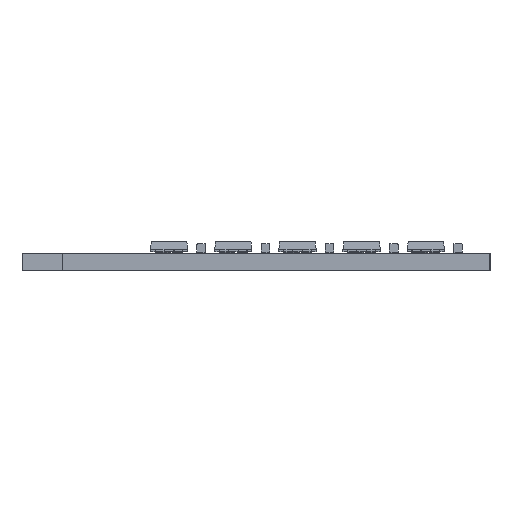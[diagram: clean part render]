
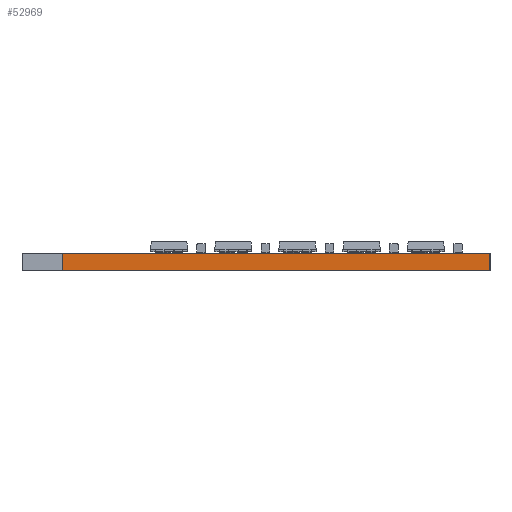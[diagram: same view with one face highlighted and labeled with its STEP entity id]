
A CAD part, left-side view. The second image highlights one B-rep face of the part: STEP entity #52969.
In plain terms, the highlighted planar face has unit normal (-1, 0, 0).
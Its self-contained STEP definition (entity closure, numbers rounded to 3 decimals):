
#52828 = PLANE('',#52829);
#52829 = AXIS2_PLACEMENT_3D('',#52830,#52831,#52832);
#52830 = CARTESIAN_POINT('',(77.5,-80.851,1.6));
#52831 = DIRECTION('',(0.,0.,-1.));
#52832 = DIRECTION('',(-1.,0.,0.));
#52856 = PLANE('',#52857);
#52857 = AXIS2_PLACEMENT_3D('',#52858,#52859,#52860);
#52858 = CARTESIAN_POINT('',(105.,-103.,0.));
#52859 = DIRECTION('',(0.,-1.,0.));
#52860 = DIRECTION('',(-1.,0.,0.));
#52882 = PLANE('',#52883);
#52883 = AXIS2_PLACEMENT_3D('',#52884,#52885,#52886);
#52884 = CARTESIAN_POINT('',(77.5,-80.851,0.));
#52885 = DIRECTION('',(0.,0.,-1.));
#52886 = DIRECTION('',(-1.,0.,0.));
#52899 = VERTEX_POINT('',#52900);
#52900 = CARTESIAN_POINT('',(50.,-103.,1.6));
#52921 = EDGE_CURVE('',#52922,#52899,#52924,.T.);
#52922 = VERTEX_POINT('',#52923);
#52923 = CARTESIAN_POINT('',(50.,-103.,0.));
#52924 = SURFACE_CURVE('',#52925,(#52929,#52936),.PCURVE_S1.);
#52925 = LINE('',#52926,#52927);
#52926 = CARTESIAN_POINT('',(50.,-103.,0.));
#52927 = VECTOR('',#52928,1.);
#52928 = DIRECTION('',(0.,0.,1.));
#52929 = PCURVE('',#52856,#52930);
#52930 = DEFINITIONAL_REPRESENTATION('',(#52931),#52935);
#52931 = LINE('',#52932,#52933);
#52932 = CARTESIAN_POINT('',(55.,0.));
#52933 = VECTOR('',#52934,1.);
#52934 = DIRECTION('',(0.,-1.));
#52935 = ( GEOMETRIC_REPRESENTATION_CONTEXT(2) 
PARAMETRIC_REPRESENTATION_CONTEXT() REPRESENTATION_CONTEXT('2D SPACE',''
  ) );
#52936 = PCURVE('',#52937,#52942);
#52937 = PLANE('',#52938);
#52938 = AXIS2_PLACEMENT_3D('',#52939,#52940,#52941);
#52939 = CARTESIAN_POINT('',(50.,-103.,0.));
#52940 = DIRECTION('',(-1.,0.,0.));
#52941 = DIRECTION('',(0.,1.,0.));
#52942 = DEFINITIONAL_REPRESENTATION('',(#52943),#52947);
#52943 = LINE('',#52944,#52945);
#52944 = CARTESIAN_POINT('',(0.,0.));
#52945 = VECTOR('',#52946,1.);
#52946 = DIRECTION('',(0.,-1.));
#52947 = ( GEOMETRIC_REPRESENTATION_CONTEXT(2) 
PARAMETRIC_REPRESENTATION_CONTEXT() REPRESENTATION_CONTEXT('2D SPACE',''
  ) );
#52969 = ADVANCED_FACE('',(#52970),#52937,.T.);
#52970 = FACE_BOUND('',#52971,.T.);
#52971 = EDGE_LOOP('',(#52972,#52973,#52996,#53024));
#52972 = ORIENTED_EDGE('',*,*,#52921,.T.);
#52973 = ORIENTED_EDGE('',*,*,#52974,.T.);
#52974 = EDGE_CURVE('',#52899,#52975,#52977,.T.);
#52975 = VERTEX_POINT('',#52976);
#52976 = CARTESIAN_POINT('',(50.,-63.,1.6));
#52977 = SURFACE_CURVE('',#52978,(#52982,#52989),.PCURVE_S1.);
#52978 = LINE('',#52979,#52980);
#52979 = CARTESIAN_POINT('',(50.,-103.,1.6));
#52980 = VECTOR('',#52981,1.);
#52981 = DIRECTION('',(0.,1.,0.));
#52982 = PCURVE('',#52937,#52983);
#52983 = DEFINITIONAL_REPRESENTATION('',(#52984),#52988);
#52984 = LINE('',#52985,#52986);
#52985 = CARTESIAN_POINT('',(0.,-1.6));
#52986 = VECTOR('',#52987,1.);
#52987 = DIRECTION('',(1.,0.));
#52988 = ( GEOMETRIC_REPRESENTATION_CONTEXT(2) 
PARAMETRIC_REPRESENTATION_CONTEXT() REPRESENTATION_CONTEXT('2D SPACE',''
  ) );
#52989 = PCURVE('',#52828,#52990);
#52990 = DEFINITIONAL_REPRESENTATION('',(#52991),#52995);
#52991 = LINE('',#52992,#52993);
#52992 = CARTESIAN_POINT('',(27.5,-22.149));
#52993 = VECTOR('',#52994,1.);
#52994 = DIRECTION('',(0.,1.));
#52995 = ( GEOMETRIC_REPRESENTATION_CONTEXT(2) 
PARAMETRIC_REPRESENTATION_CONTEXT() REPRESENTATION_CONTEXT('2D SPACE',''
  ) );
#52996 = ORIENTED_EDGE('',*,*,#52997,.F.);
#52997 = EDGE_CURVE('',#52998,#52975,#53000,.T.);
#52998 = VERTEX_POINT('',#52999);
#52999 = CARTESIAN_POINT('',(50.,-63.,0.));
#53000 = SURFACE_CURVE('',#53001,(#53005,#53012),.PCURVE_S1.);
#53001 = LINE('',#53002,#53003);
#53002 = CARTESIAN_POINT('',(50.,-63.,0.));
#53003 = VECTOR('',#53004,1.);
#53004 = DIRECTION('',(0.,0.,1.));
#53005 = PCURVE('',#52937,#53006);
#53006 = DEFINITIONAL_REPRESENTATION('',(#53007),#53011);
#53007 = LINE('',#53008,#53009);
#53008 = CARTESIAN_POINT('',(40.,0.));
#53009 = VECTOR('',#53010,1.);
#53010 = DIRECTION('',(0.,-1.));
#53011 = ( GEOMETRIC_REPRESENTATION_CONTEXT(2) 
PARAMETRIC_REPRESENTATION_CONTEXT() REPRESENTATION_CONTEXT('2D SPACE',''
  ) );
#53012 = PCURVE('',#53013,#53018);
#53013 = PLANE('',#53014);
#53014 = AXIS2_PLACEMENT_3D('',#53015,#53016,#53017);
#53015 = CARTESIAN_POINT('',(50.,-63.,0.));
#53016 = DIRECTION('',(0.,1.,0.));
#53017 = DIRECTION('',(1.,0.,0.));
#53018 = DEFINITIONAL_REPRESENTATION('',(#53019),#53023);
#53019 = LINE('',#53020,#53021);
#53020 = CARTESIAN_POINT('',(0.,0.));
#53021 = VECTOR('',#53022,1.);
#53022 = DIRECTION('',(0.,-1.));
#53023 = ( GEOMETRIC_REPRESENTATION_CONTEXT(2) 
PARAMETRIC_REPRESENTATION_CONTEXT() REPRESENTATION_CONTEXT('2D SPACE',''
  ) );
#53024 = ORIENTED_EDGE('',*,*,#53025,.F.);
#53025 = EDGE_CURVE('',#52922,#52998,#53026,.T.);
#53026 = SURFACE_CURVE('',#53027,(#53031,#53038),.PCURVE_S1.);
#53027 = LINE('',#53028,#53029);
#53028 = CARTESIAN_POINT('',(50.,-103.,0.));
#53029 = VECTOR('',#53030,1.);
#53030 = DIRECTION('',(0.,1.,0.));
#53031 = PCURVE('',#52937,#53032);
#53032 = DEFINITIONAL_REPRESENTATION('',(#53033),#53037);
#53033 = LINE('',#53034,#53035);
#53034 = CARTESIAN_POINT('',(0.,0.));
#53035 = VECTOR('',#53036,1.);
#53036 = DIRECTION('',(1.,0.));
#53037 = ( GEOMETRIC_REPRESENTATION_CONTEXT(2) 
PARAMETRIC_REPRESENTATION_CONTEXT() REPRESENTATION_CONTEXT('2D SPACE',''
  ) );
#53038 = PCURVE('',#52882,#53039);
#53039 = DEFINITIONAL_REPRESENTATION('',(#53040),#53044);
#53040 = LINE('',#53041,#53042);
#53041 = CARTESIAN_POINT('',(27.5,-22.149));
#53042 = VECTOR('',#53043,1.);
#53043 = DIRECTION('',(0.,1.));
#53044 = ( GEOMETRIC_REPRESENTATION_CONTEXT(2) 
PARAMETRIC_REPRESENTATION_CONTEXT() REPRESENTATION_CONTEXT('2D SPACE',''
  ) );
